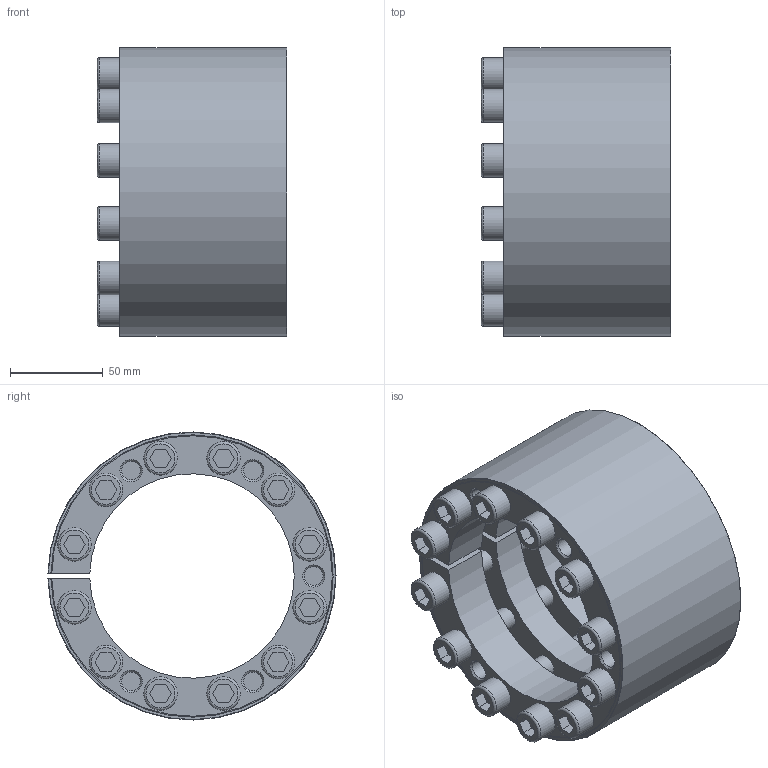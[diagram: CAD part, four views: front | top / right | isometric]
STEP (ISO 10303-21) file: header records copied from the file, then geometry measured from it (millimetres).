
FILE_DESCRIPTION(/* description */ ('STEP AP214'),/* implementation_level */ '2;1');
FILE_NAME(/* name */ 'KLEE110',/* time_stamp */ '2024-05-23T14:12:27+02:00',/* author */ ('License CC BY-ND 4.0'),/* organization */ ('CADENAS'),/* preprocessor_version */ 'ST-DEVELOPER v19.3',/* originating_system */ 'PARTsolutions',/* authorisation */ ' ');
FILE_SCHEMA (('AUTOMOTIVE_DESIGN {1 0 10303 214 3 1 1}'));
Length unit declared in the file: millimetre
Products named in the file (6): KLEE110; KLEE110_threaded_KLEE; KLEE110_outer; KLEE110_threaded_KLEE2; KLEE110_nothread; 174_KLEE
Assembly tree (16 placements, depth 2):
  KLEE110
    KLEE110_threaded_KLEE
    KLEE110_outer
    KLEE110_threaded_KLEE2
    KLEE110_nothread
    174_KLEE  x12
Bounding box: 102 x 154.98 x 154.99 mm (x, y, z)
Volume: 738457.6 mm3; surface area: 250051.9 mm2
Topology: 15 solids, 15 shells, 303 faces, 653 edges, 405 vertices
Faces by surface type: plane 134, cylinder 69, cone 62, torus 38
Full cylindrical faces by diameter (mm): 10.106 x29, 12 x12, 12.6 x12, 18 x12
Entity records: 3399 total; most frequent: DIRECTION 594, CARTESIAN_POINT 540, ORIENTED_EDGE 394, EDGE_LOOP 282, FACE_BOUND 282, AXIS2_PLACEMENT_3D 276, EDGE_CURVE 197, VERTEX_POINT 173
